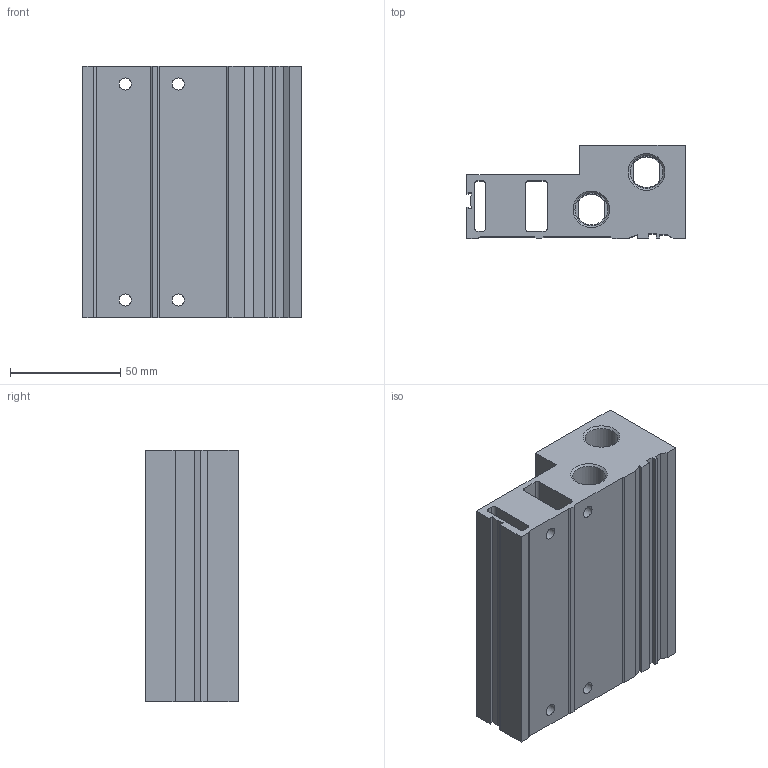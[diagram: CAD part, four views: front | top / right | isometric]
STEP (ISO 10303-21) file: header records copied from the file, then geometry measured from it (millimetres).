
FILE_DESCRIPTION(/* description */ ('STEP AP214'),/* implementation_level */ '2;1');
FILE_NAME(/* name */ '525235_MHA4-PR4-3-1_4',/* time_stamp */ '2024-09-04T12:59:10+02:00',/* author */ ('License CC BY-ND 4.0'),/* organization */ ('CADENAS'),/* preprocessor_version */ 'ST-DEVELOPER v19.3',/* originating_system */ 'PARTsolutions',/* authorisation */ ' ');
FILE_SCHEMA (('AUTOMOTIVE_DESIGN {1 0 10303 214 3 1 1}'));
Length unit declared in the file: millimetre
Products named in the file (1): 525235 MHA4-PR4-3-1/4
Bounding box: 99 x 42 x 114 mm (x, y, z)
Volume: 296788.1 mm3; surface area: 72693.2 mm2
Topology: 1 solids, 1 shells, 160 faces, 450 edges, 292 vertices
Faces by surface type: cylinder 64, plane 56, cone 40
Full cylindrical faces by diameter (mm): 3.242 x8, 5 x4, 5.2 x4, 5.5 x4, 6 x12, 10 x4, 11.445 x4, 14.95 x4
Entity records: 4720 total; most frequent: CARTESIAN_POINT 991, DIRECTION 756, ORIENTED_EDGE 652, EDGE_CURVE 326, AXIS2_PLACEMENT_3D 297, FACE_BOUND 296, EDGE_LOOP 280, VERTEX_POINT 264
